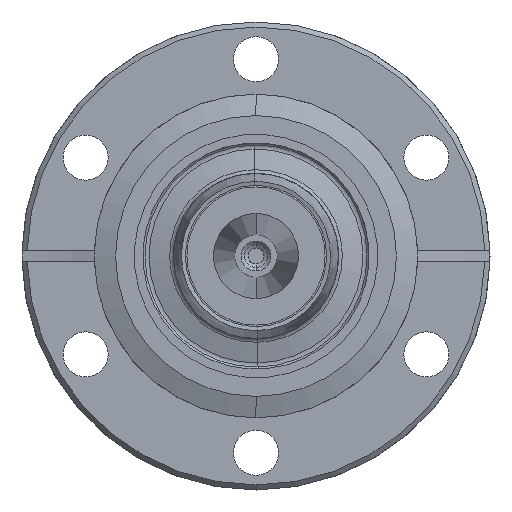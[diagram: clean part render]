
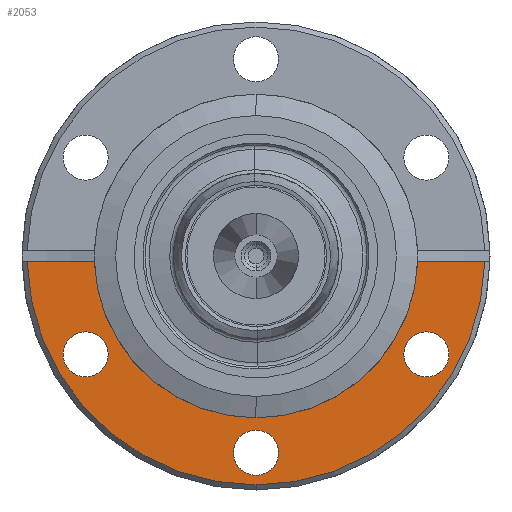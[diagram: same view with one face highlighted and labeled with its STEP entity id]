
A CAD part, front view. The second image highlights one B-rep face of the part: STEP entity #2053.
In plain terms, the highlighted planar face has unit normal (0, -1, 0).
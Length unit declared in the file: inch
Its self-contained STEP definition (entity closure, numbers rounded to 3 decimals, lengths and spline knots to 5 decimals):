
#6 = EDGE_LOOP ( 'NONE', ( #3678, #3635 ) ) ;
#8 = EDGE_LOOP ( 'NONE', ( #3646, #3645, #3639, #3632, #3640, #3641 ) ) ;
#10 = EDGE_LOOP ( 'NONE', ( #3647, #3633 ) ) ;
#12 = EDGE_LOOP ( 'NONE', ( #3637, #3631 ) ) ;
#27 = CARTESIAN_POINT ( 'NONE',  ( -1.34464, 0.65226, -0.031 ) ) ;
#37 = CARTESIAN_POINT ( 'NONE',  ( -0.95049, 0.65226, -0.031 ) ) ;
#81 = CARTESIAN_POINT ( 'NONE',  ( 1.34464, 0.65226, -0.031 ) ) ;
#85 = CARTESIAN_POINT ( 'NONE',  ( 0., 0.65226, -0.951 ) ) ;
#91 = CARTESIAN_POINT ( 'NONE',  ( 0., 0.65226, -1.345 ) ) ;
#105 = CARTESIAN_POINT ( 'NONE',  ( -1.00113, 0.65226, -0.4455 ) ) ;
#131 = CARTESIAN_POINT ( 'NONE',  ( -1.00113, 0.65226, -0.7105 ) ) ;
#137 = CARTESIAN_POINT ( 'NONE',  ( 1.00113, 0.65226, -0.7105 ) ) ;
#152 = CARTESIAN_POINT ( 'NONE',  ( 1.00113, 0.65226, -0.4455 ) ) ;
#170 = CARTESIAN_POINT ( 'NONE',  ( 0., 0.65226, -1.0235 ) ) ;
#175 = CARTESIAN_POINT ( 'NONE',  ( 0., 0.65226, -1.2885 ) ) ;
#176 = CARTESIAN_POINT ( 'NONE',  ( 0.95049, 0.65226, -0.031 ) ) ;
#181 = CARTESIAN_POINT ( 'NONE',  ( 0., 0.65226, -1.156 ) ) ;
#182 = DIRECTION ( 'NONE',  ( 0., -1., 0. ) ) ;
#183 = DIRECTION ( 'NONE',  ( 0., 0., 1. ) ) ;
#186 = CARTESIAN_POINT ( 'NONE',  ( -1.00113, 0.65226, -0.578 ) ) ;
#187 = DIRECTION ( 'NONE',  ( 0., -1., 0. ) ) ;
#188 = DIRECTION ( 'NONE',  ( 0.866, 0., 0.5 ) ) ;
#542 = CIRCLE ( 'NONE', #1692, 0.1325 ) ;
#543 = CIRCLE ( 'NONE', #1691, 0.1325 ) ;
#557 = CIRCLE ( 'NONE', #1685, 1.345 ) ;
#577 = CIRCLE ( 'NONE', #1677, 0.951 ) ;
#696 = CARTESIAN_POINT ( 'NONE',  ( 0., 0.65226, 0. ) ) ;
#697 = DIRECTION ( 'NONE',  ( 0., -1., 0. ) ) ;
#698 = DIRECTION ( 'NONE',  ( 0., 0., 1. ) ) ;
#735 = CARTESIAN_POINT ( 'NONE',  ( 0., 0.65226, 0. ) ) ;
#736 = DIRECTION ( 'NONE',  ( 0., -1., 0. ) ) ;
#737 = DIRECTION ( 'NONE',  ( 0., 0., 1. ) ) ;
#963 = CARTESIAN_POINT ( 'NONE',  ( 1.00113, 0.65226, -0.578 ) ) ;
#964 = DIRECTION ( 'NONE',  ( 0., -1., 0. ) ) ;
#965 = DIRECTION ( 'NONE',  ( -0.866, 0., 0.5 ) ) ;
#1403 = CARTESIAN_POINT ( 'NONE',  ( 0., 0.65226, 0. ) ) ;
#1404 = DIRECTION ( 'NONE',  ( 0., -1., 0. ) ) ;
#1405 = DIRECTION ( 'NONE',  ( 0., 0., 1. ) ) ;
#1408 = CARTESIAN_POINT ( 'NONE',  ( 1.00113, 0.65226, -0.578 ) ) ;
#1409 = DIRECTION ( 'NONE',  ( 0., -1., 0. ) ) ;
#1410 = DIRECTION ( 'NONE',  ( -0.866, 0., 0.5 ) ) ;
#1411 = CARTESIAN_POINT ( 'NONE',  ( -1.00113, 0.65226, -0.578 ) ) ;
#1412 = DIRECTION ( 'NONE',  ( 0., -1., 0. ) ) ;
#1413 = DIRECTION ( 'NONE',  ( 0.866, 0., 0.5 ) ) ;
#1414 = CARTESIAN_POINT ( 'NONE',  ( 1.345, 0.65226, -0.031 ) ) ;
#1415 = DIRECTION ( 'NONE',  ( -1., 0., 0. ) ) ;
#1416 = CARTESIAN_POINT ( 'NONE',  ( 0., 0.65226, -1.156 ) ) ;
#1417 = DIRECTION ( 'NONE',  ( 0., -1., 0. ) ) ;
#1418 = DIRECTION ( 'NONE',  ( 0., 0., 1. ) ) ;
#1421 = CARTESIAN_POINT ( 'NONE',  ( 0., 0.65226, 0. ) ) ;
#1422 = DIRECTION ( 'NONE',  ( 0., -1., 0. ) ) ;
#1423 = DIRECTION ( 'NONE',  ( 0., 0., 1. ) ) ;
#1424 = CARTESIAN_POINT ( 'NONE',  ( 1.345, 0.65226, -0.031 ) ) ;
#1425 = DIRECTION ( 'NONE',  ( 1., 0., 0. ) ) ;
#1677 = AXIS2_PLACEMENT_3D ( 'NONE', #696, #697, #698 ) ;
#1685 = AXIS2_PLACEMENT_3D ( 'NONE', #735, #736, #737 ) ;
#1691 = AXIS2_PLACEMENT_3D ( 'NONE', #181, #182, #183 ) ;
#1692 = AXIS2_PLACEMENT_3D ( 'NONE', #186, #187, #188 ) ;
#1766 = AXIS2_PLACEMENT_3D ( 'NONE', #963, #964, #965 ) ;
#1874 = AXIS2_PLACEMENT_3D ( 'NONE', #1403, #1404, #1405 ) ;
#1875 = AXIS2_PLACEMENT_3D ( 'NONE', #1408, #1409, #1410 ) ;
#1876 = AXIS2_PLACEMENT_3D ( 'NONE', #1411, #1412, #1413 ) ;
#1877 = AXIS2_PLACEMENT_3D ( 'NONE', #1416, #1417, #1418 ) ;
#1878 = AXIS2_PLACEMENT_3D ( 'NONE', #1421, #1422, #1423 ) ;
#2021 = CIRCLE ( 'NONE', #1766, 0.1325 ) ;
#2053 = ADVANCED_FACE ( 'NONE', ( #2137, #2131, #2135, #2132 ), #4920, .T. ) ;
#2131 = FACE_BOUND ( 'NONE', #10, .T. ) ;
#2132 = FACE_OUTER_BOUND ( 'NONE', #8, .T. ) ;
#2135 = FACE_BOUND ( 'NONE', #12, .T. ) ;
#2137 = FACE_BOUND ( 'NONE', #6, .T. ) ;
#2403 = VERTEX_POINT ( 'NONE', #27 ) ;
#2406 = VERTEX_POINT ( 'NONE', #37 ) ;
#2747 = VERTEX_POINT ( 'NONE', #81 ) ;
#2751 = VERTEX_POINT ( 'NONE', #85 ) ;
#2757 = VERTEX_POINT ( 'NONE', #91 ) ;
#2771 = VERTEX_POINT ( 'NONE', #105 ) ;
#2797 = VERTEX_POINT ( 'NONE', #131 ) ;
#2803 = VERTEX_POINT ( 'NONE', #137 ) ;
#2818 = VERTEX_POINT ( 'NONE', #152 ) ;
#2836 = VERTEX_POINT ( 'NONE', #170 ) ;
#2841 = VERTEX_POINT ( 'NONE', #175 ) ;
#2842 = VERTEX_POINT ( 'NONE', #176 ) ;
#3002 = VECTOR ( 'NONE', #1425, 39.37008 ) ;
#3004 = VECTOR ( 'NONE', #1415, 39.37008 ) ;
#3005 = LINE ( 'NONE', #1424, #3002 ) ;
#3006 = LINE ( 'NONE', #1414, #3004 ) ;
#3007 = CIRCLE ( 'NONE', #1878, 0.951 ) ;
#3008 = CIRCLE ( 'NONE', #1877, 0.1325 ) ;
#3009 = CIRCLE ( 'NONE', #1875, 0.1325 ) ;
#3011 = CIRCLE ( 'NONE', #1876, 0.1325 ) ;
#3012 = CIRCLE ( 'NONE', #1874, 1.345 ) ;
#3631 = ORIENTED_EDGE ( 'NONE', *, *, #3856, .F. ) ;
#3632 = ORIENTED_EDGE ( 'NONE', *, *, #3845, .T. ) ;
#3633 = ORIENTED_EDGE ( 'NONE', *, *, #3857, .F. ) ;
#3635 = ORIENTED_EDGE ( 'NONE', *, *, #4392, .F. ) ;
#3637 = ORIENTED_EDGE ( 'NONE', *, *, #4564, .F. ) ;
#3639 = ORIENTED_EDGE ( 'NONE', *, *, #4560, .T. ) ;
#3640 = ORIENTED_EDGE ( 'NONE', *, *, #4567, .F. ) ;
#3641 = ORIENTED_EDGE ( 'NONE', *, *, #3830, .F. ) ;
#3645 = ORIENTED_EDGE ( 'NONE', *, *, #4566, .T. ) ;
#3646 = ORIENTED_EDGE ( 'NONE', *, *, #4565, .F. ) ;
#3647 = ORIENTED_EDGE ( 'NONE', *, *, #4563, .F. ) ;
#3678 = ORIENTED_EDGE ( 'NONE', *, *, #4562, .F. ) ;
#3830 = EDGE_CURVE ( 'NONE', #2751, #2842, #577, .T. ) ;
#3845 = EDGE_CURVE ( 'NONE', #2757, #2747, #557, .T. ) ;
#3856 = EDGE_CURVE ( 'NONE', #2841, #2836, #543, .T. ) ;
#3857 = EDGE_CURVE ( 'NONE', #2797, #2771, #542, .T. ) ;
#4175 = DIRECTION ( 'NONE',  ( 0., -1., 0. ) ) ;
#4176 = DIRECTION ( 'NONE',  ( 0., 0., 1. ) ) ;
#4392 = EDGE_CURVE ( 'NONE', #2803, #2818, #2021, .T. ) ;
#4560 = EDGE_CURVE ( 'NONE', #2403, #2757, #3012, .T. ) ;
#4562 = EDGE_CURVE ( 'NONE', #2818, #2803, #3009, .T. ) ;
#4563 = EDGE_CURVE ( 'NONE', #2771, #2797, #3011, .T. ) ;
#4564 = EDGE_CURVE ( 'NONE', #2836, #2841, #3008, .T. ) ;
#4565 = EDGE_CURVE ( 'NONE', #2406, #2751, #3007, .T. ) ;
#4566 = EDGE_CURVE ( 'NONE', #2406, #2403, #3006, .T. ) ;
#4567 = EDGE_CURVE ( 'NONE', #2842, #2747, #3005, .T. ) ;
#4748 = AXIS2_PLACEMENT_3D ( 'NONE', #4918, #4175, #4176 ) ;
#4918 = CARTESIAN_POINT ( 'NONE',  ( 1.345, 0.65226, 0. ) ) ;
#4920 = PLANE ( 'NONE',  #4748 ) ;
